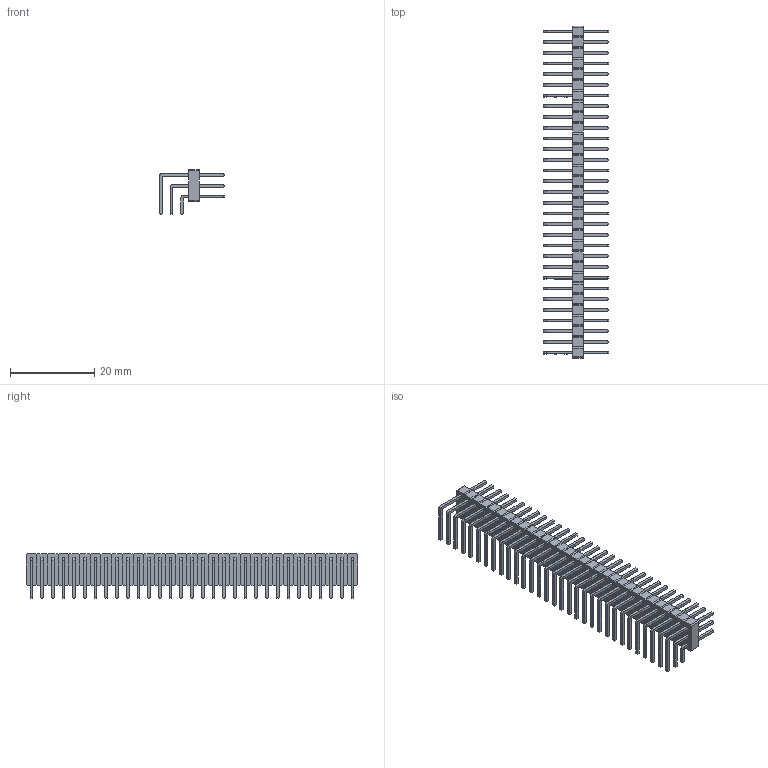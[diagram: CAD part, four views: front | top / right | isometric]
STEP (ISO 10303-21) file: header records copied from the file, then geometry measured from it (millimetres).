
FILE_DESCRIPTION(('FreeCAD Model'),'2;1');
FILE_NAME('Open CASCADE Shape Model','2022-01-07T04:18:04',( 'kicad StepUp'),('ksu MCAD'),'Open CASCADE STEP processor 7.5', 'FreeCAD','Unknown');
FILE_SCHEMA(('AUTOMOTIVE_DESIGN { 1 0 10303 214 1 1 1 1 }'));
Length unit declared in the file: millimetre
Products named in the file (1): PinHeader_3x31_P2.54mm_Horizontal
Bounding box: 15.44 x 78.74 x 10.62 mm (x, y, z)
Volume: 2145.4 mm3; surface area: 7881 mm2
Topology: 124 solids, 124 shells, 2263 faces, 5301 edges, 3286 vertices
Faces by surface type: plane 2170, cylinder 93
Entity records: 79567 total; most frequent: CARTESIAN_POINT 10851, ORIENTED_EDGE 10602, DIRECTION 10015, EDGE_CURVE 5301, LINE 5115, VECTOR 5115, VERTEX_POINT 3286, AXIS2_PLACEMENT_3D 2450
